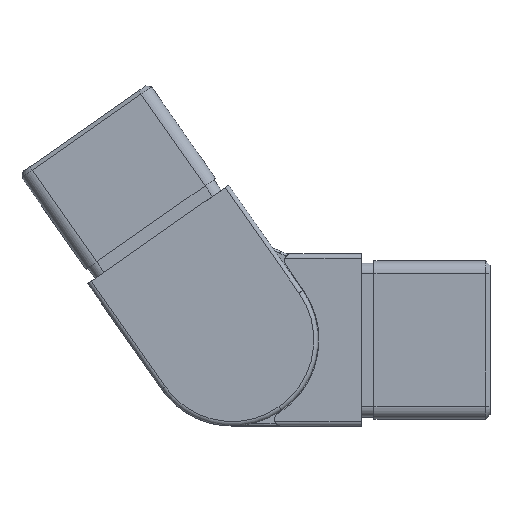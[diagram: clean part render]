
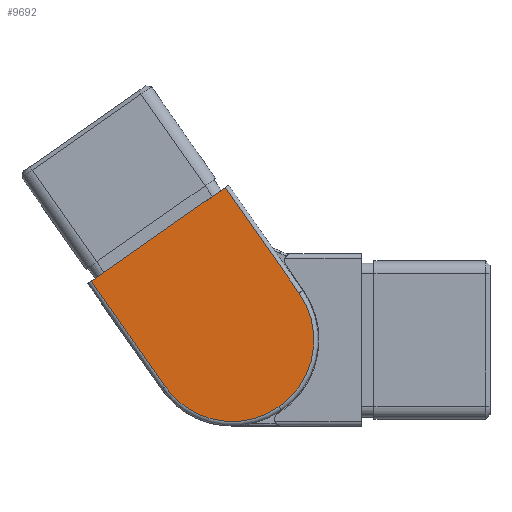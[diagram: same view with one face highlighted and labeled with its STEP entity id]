
A CAD part, top view. The second image highlights one B-rep face of the part: STEP entity #9692.
In plain terms, the highlighted face is planar.
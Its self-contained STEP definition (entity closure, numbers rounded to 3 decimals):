
#169 = EDGE_CURVE ( 'NONE', #10685, #8772, #6915, .T. ) ;
#635 = LINE ( 'NONE', #3801, #13238 ) ;
#1112 = CIRCLE ( 'NONE', #8864, 19. ) ;
#1221 = VERTEX_POINT ( 'NONE', #2081 ) ;
#2074 = EDGE_CURVE ( 'NONE', #9388, #8772, #9163, .T. ) ;
#2081 = CARTESIAN_POINT ( 'NONE',  ( -19., 0., -20. ) ) ;
#2084 = CARTESIAN_POINT ( 'NONE',  ( 30., -19., -20. ) ) ;
#2508 = DIRECTION ( 'NONE',  ( 1., 0., 0. ) ) ;
#2641 = DIRECTION ( 'NONE',  ( -1., 0., 0. ) ) ;
#2807 = DIRECTION ( 'NONE',  ( -1., 0., 0. ) ) ;
#2869 = DIRECTION ( 'NONE',  ( -1., 0., 0. ) ) ;
#3229 = AXIS2_PLACEMENT_3D ( 'NONE', #10980, #6969, #2869 ) ;
#3334 = CARTESIAN_POINT ( 'NONE',  ( 0., -19., -20. ) ) ;
#3387 = CARTESIAN_POINT ( 'NONE',  ( 30., 19., -20. ) ) ;
#3801 = CARTESIAN_POINT ( 'NONE',  ( 0., -19., -20. ) ) ;
#4670 = CIRCLE ( 'NONE', #7150, 19. ) ;
#4706 = PLANE ( 'NONE',  #3229 ) ;
#4714 = DIRECTION ( 'NONE',  ( 0., 0., -1. ) ) ;
#4898 = ORIENTED_EDGE ( 'NONE', *, *, #11307, .T. ) ;
#5645 = VECTOR ( 'NONE', #10330, 1000. ) ;
#5811 = VECTOR ( 'NONE', #2508, 1000. ) ;
#6675 = VERTEX_POINT ( 'NONE', #3334 ) ;
#6833 = CARTESIAN_POINT ( 'NONE',  ( 0., 0., -20. ) ) ;
#6851 = EDGE_CURVE ( 'NONE', #6675, #1221, #1112, .T. ) ;
#6915 = LINE ( 'NONE', #3387, #5811 ) ;
#6967 = ORIENTED_EDGE ( 'NONE', *, *, #169, .T. ) ;
#6969 = DIRECTION ( 'NONE',  ( 0., 0., -1. ) ) ;
#7150 = AXIS2_PLACEMENT_3D ( 'NONE', #6833, #4714, #2641 ) ;
#8107 = ORIENTED_EDGE ( 'NONE', *, *, #6851, .T. ) ;
#8269 = CARTESIAN_POINT ( 'NONE',  ( 30., 20., -20. ) ) ;
#8423 = CARTESIAN_POINT ( 'NONE',  ( 0., 19., -20. ) ) ;
#8772 = VERTEX_POINT ( 'NONE', #13383 ) ;
#8843 = CARTESIAN_POINT ( 'NONE',  ( 0., 0., -20. ) ) ;
#8864 = AXIS2_PLACEMENT_3D ( 'NONE', #8843, #8887, #13087 ) ;
#8887 = DIRECTION ( 'NONE',  ( 0., 0., -1. ) ) ;
#9163 = LINE ( 'NONE', #8269, #5645 ) ;
#9388 = VERTEX_POINT ( 'NONE', #2084 ) ;
#9692 = ADVANCED_FACE ( 'NONE', ( #12323 ), #4706, .T. ) ;
#10330 = DIRECTION ( 'NONE',  ( 0., 1., 0. ) ) ;
#10685 = VERTEX_POINT ( 'NONE', #8423 ) ;
#10753 = EDGE_LOOP ( 'NONE', ( #12579, #12649, #8107, #4898, #6967 ) ) ;
#10972 = EDGE_CURVE ( 'NONE', #9388, #6675, #635, .T. ) ;
#10980 = CARTESIAN_POINT ( 'NONE',  ( 0., 0., -20. ) ) ;
#11307 = EDGE_CURVE ( 'NONE', #1221, #10685, #4670, .T. ) ;
#12323 = FACE_OUTER_BOUND ( 'NONE', #10753, .T. ) ;
#12579 = ORIENTED_EDGE ( 'NONE', *, *, #2074, .F. ) ;
#12649 = ORIENTED_EDGE ( 'NONE', *, *, #10972, .T. ) ;
#13087 = DIRECTION ( 'NONE',  ( -1., 0., 0. ) ) ;
#13238 = VECTOR ( 'NONE', #2807, 1000. ) ;
#13383 = CARTESIAN_POINT ( 'NONE',  ( 30., 19., -20. ) ) ;
